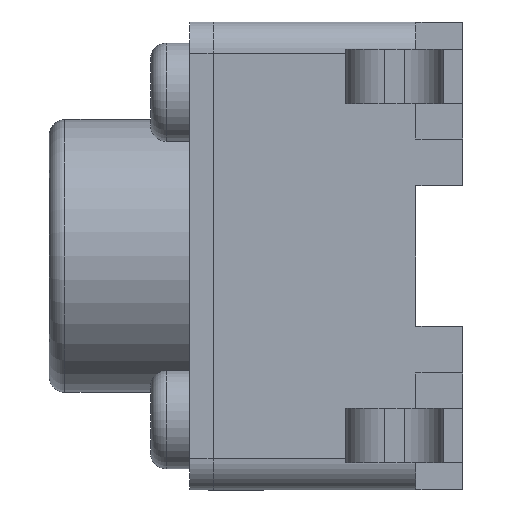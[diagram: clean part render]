
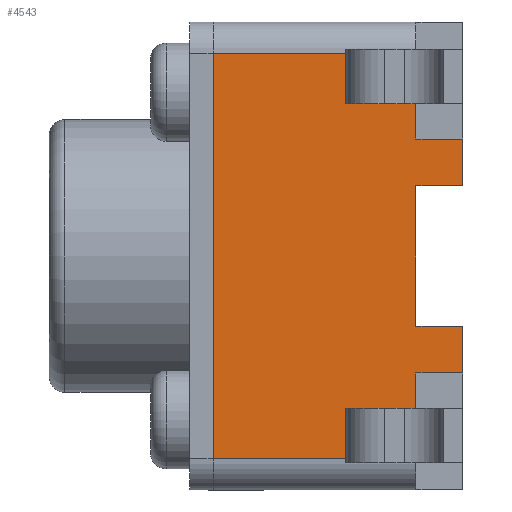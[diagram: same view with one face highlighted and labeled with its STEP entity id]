
A CAD part, left-side view. The second image highlights one B-rep face of the part: STEP entity #4543.
In plain terms, the highlighted planar face has unit normal (-1, 0, 0).
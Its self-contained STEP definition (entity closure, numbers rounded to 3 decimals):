
#130 = CARTESIAN_POINT ( 'NONE',  ( -3., 0.6, 1.5 ) ) ;
#161 = EDGE_CURVE ( 'NONE', #2467, #614, #3569, .T. ) ;
#338 = ORIENTED_EDGE ( 'NONE', *, *, #3693, .F. ) ;
#471 = EDGE_CURVE ( 'NONE', #735, #6198, #5545, .T. ) ;
#511 = ORIENTED_EDGE ( 'NONE', *, *, #3194, .T. ) ;
#515 = CARTESIAN_POINT ( 'NONE',  ( -3., 0.6, -3. ) ) ;
#545 = VECTOR ( 'NONE', #6065, 1000. ) ;
#547 = CARTESIAN_POINT ( 'NONE',  ( -3., 3.2, -2.6 ) ) ;
#595 = CARTESIAN_POINT ( 'NONE',  ( -3., 0., 1.5 ) ) ;
#614 = VERTEX_POINT ( 'NONE', #2610 ) ;
#703 = LINE ( 'NONE', #3727, #3059 ) ;
#729 = EDGE_CURVE ( 'NONE', #4916, #3751, #5957, .T. ) ;
#735 = VERTEX_POINT ( 'NONE', #547 ) ;
#766 = DIRECTION ( 'NONE',  ( 0., 0., 1. ) ) ;
#792 = ORIENTED_EDGE ( 'NONE', *, *, #5494, .T. ) ;
#830 = VECTOR ( 'NONE', #3385, 1000. ) ;
#840 = VECTOR ( 'NONE', #3091, 1000. ) ;
#855 = ORIENTED_EDGE ( 'NONE', *, *, #2629, .F. ) ;
#939 = VECTOR ( 'NONE', #1135, 1000. ) ;
#1019 = DIRECTION ( 'NONE',  ( 0., -1., 0. ) ) ;
#1038 = VERTEX_POINT ( 'NONE', #595 ) ;
#1085 = ORIENTED_EDGE ( 'NONE', *, *, #2202, .T. ) ;
#1113 = VERTEX_POINT ( 'NONE', #2575 ) ;
#1129 = CARTESIAN_POINT ( 'NONE',  ( -3., 0.6, -2.6 ) ) ;
#1135 = DIRECTION ( 'NONE',  ( 0., -1., 0. ) ) ;
#1140 = CARTESIAN_POINT ( 'NONE',  ( -3., 0.6, -2.6 ) ) ;
#1149 = DIRECTION ( 'NONE',  ( 0., -1., 0. ) ) ;
#1165 = ORIENTED_EDGE ( 'NONE', *, *, #1346, .F. ) ;
#1205 = CARTESIAN_POINT ( 'NONE',  ( -3., 0.6, -0.9 ) ) ;
#1323 = VECTOR ( 'NONE', #5233, 1000. ) ;
#1346 = EDGE_CURVE ( 'NONE', #4916, #1113, #6069, .T. ) ;
#1422 = ORIENTED_EDGE ( 'NONE', *, *, #5283, .T. ) ;
#1425 = VECTOR ( 'NONE', #1149, 1000. ) ;
#1462 = EDGE_CURVE ( 'NONE', #3789, #4353, #3732, .T. ) ;
#1488 = VECTOR ( 'NONE', #1019, 1000. ) ;
#1836 = LINE ( 'NONE', #4090, #4419 ) ;
#2202 = EDGE_CURVE ( 'NONE', #3751, #5534, #6289, .T. ) ;
#2222 = LINE ( 'NONE', #4664, #3697 ) ;
#2280 = CARTESIAN_POINT ( 'NONE',  ( -3., 0.6, -1.5 ) ) ;
#2305 = AXIS2_PLACEMENT_3D ( 'NONE', #1205, #5131, #3611 ) ;
#2465 = VECTOR ( 'NONE', #766, 1000. ) ;
#2467 = VERTEX_POINT ( 'NONE', #2280 ) ;
#2575 = CARTESIAN_POINT ( 'NONE',  ( -3., 0., -0.9 ) ) ;
#2610 = CARTESIAN_POINT ( 'NONE',  ( -3., 0., -1.5 ) ) ;
#2629 = EDGE_CURVE ( 'NONE', #735, #3018, #1836, .T. ) ;
#3018 = VERTEX_POINT ( 'NONE', #5880 ) ;
#3052 = LINE ( 'NONE', #3641, #545 ) ;
#3059 = VECTOR ( 'NONE', #5702, 1000. ) ;
#3091 = DIRECTION ( 'NONE',  ( 0., -1., 0. ) ) ;
#3129 = DIRECTION ( 'NONE',  ( 0., 0., 1. ) ) ;
#3163 = PLANE ( 'NONE',  #2305 ) ;
#3194 = EDGE_CURVE ( 'NONE', #5534, #1038, #2222, .T. ) ;
#3196 = CARTESIAN_POINT ( 'NONE',  ( -3., 0., -0.9 ) ) ;
#3260 = CARTESIAN_POINT ( 'NONE',  ( -3., 0.6, -3. ) ) ;
#3385 = DIRECTION ( 'NONE',  ( 0., -1., 0. ) ) ;
#3569 = LINE ( 'NONE', #4514, #939 ) ;
#3611 = DIRECTION ( 'NONE',  ( 0., 0., -1. ) ) ;
#3641 = CARTESIAN_POINT ( 'NONE',  ( -3., 0.6, 2.6 ) ) ;
#3693 = EDGE_CURVE ( 'NONE', #3789, #1038, #4471, .T. ) ;
#3697 = VECTOR ( 'NONE', #3770, 1000. ) ;
#3727 = CARTESIAN_POINT ( 'NONE',  ( -3., 0.6, -3. ) ) ;
#3732 = LINE ( 'NONE', #3260, #1323 ) ;
#3751 = VERTEX_POINT ( 'NONE', #5501 ) ;
#3770 = DIRECTION ( 'NONE',  ( 0., 0., 1. ) ) ;
#3774 = CARTESIAN_POINT ( 'NONE',  ( -3., 0.6, 2.6 ) ) ;
#3789 = VERTEX_POINT ( 'NONE', #4993 ) ;
#3929 = DIRECTION ( 'NONE',  ( 0., 0., 1. ) ) ;
#3940 = ORIENTED_EDGE ( 'NONE', *, *, #1462, .T. ) ;
#4090 = CARTESIAN_POINT ( 'NONE',  ( -3., 3.2, -0.9 ) ) ;
#4183 = ORIENTED_EDGE ( 'NONE', *, *, #729, .T. ) ;
#4353 = VERTEX_POINT ( 'NONE', #3774 ) ;
#4419 = VECTOR ( 'NONE', #3129, 1000. ) ;
#4461 = CARTESIAN_POINT ( 'NONE',  ( -3., 0., 0.9 ) ) ;
#4471 = LINE ( 'NONE', #130, #1488 ) ;
#4514 = CARTESIAN_POINT ( 'NONE',  ( -3., 0.6, -1.5 ) ) ;
#4543 = ADVANCED_FACE ( 'NONE', ( #5624 ), #3163, .F. ) ;
#4576 = EDGE_CURVE ( 'NONE', #6198, #2467, #703, .T. ) ;
#4664 = CARTESIAN_POINT ( 'NONE',  ( -3., 0., 0.9 ) ) ;
#4916 = VERTEX_POINT ( 'NONE', #5910 ) ;
#4993 = CARTESIAN_POINT ( 'NONE',  ( -3., 0.6, 1.5 ) ) ;
#5131 = DIRECTION ( 'NONE',  ( 1., 0., 0. ) ) ;
#5169 = LINE ( 'NONE', #3196, #2465 ) ;
#5173 = CARTESIAN_POINT ( 'NONE',  ( -3., 0.6, -0.9 ) ) ;
#5233 = DIRECTION ( 'NONE',  ( 0., 0., 1. ) ) ;
#5270 = EDGE_LOOP ( 'NONE', ( #855, #5416, #6247, #6169, #792, #1165, #4183, #1085, #511, #338, #3940, #1422 ) ) ;
#5283 = EDGE_CURVE ( 'NONE', #4353, #3018, #3052, .T. ) ;
#5394 = CARTESIAN_POINT ( 'NONE',  ( -3., 0.6, 0.9 ) ) ;
#5416 = ORIENTED_EDGE ( 'NONE', *, *, #471, .T. ) ;
#5494 = EDGE_CURVE ( 'NONE', #614, #1113, #5169, .T. ) ;
#5501 = CARTESIAN_POINT ( 'NONE',  ( -3., 0.6, 0.9 ) ) ;
#5534 = VERTEX_POINT ( 'NONE', #4461 ) ;
#5545 = LINE ( 'NONE', #1129, #840 ) ;
#5624 = FACE_OUTER_BOUND ( 'NONE', #5270, .T. ) ;
#5702 = DIRECTION ( 'NONE',  ( 0., 0., 1. ) ) ;
#5798 = VECTOR ( 'NONE', #3929, 1000. ) ;
#5880 = CARTESIAN_POINT ( 'NONE',  ( -3., 3.2, 2.6 ) ) ;
#5910 = CARTESIAN_POINT ( 'NONE',  ( -3., 0.6, -0.9 ) ) ;
#5957 = LINE ( 'NONE', #515, #5798 ) ;
#6065 = DIRECTION ( 'NONE',  ( 0., 1., 0. ) ) ;
#6069 = LINE ( 'NONE', #5173, #1425 ) ;
#6169 = ORIENTED_EDGE ( 'NONE', *, *, #161, .T. ) ;
#6198 = VERTEX_POINT ( 'NONE', #1140 ) ;
#6247 = ORIENTED_EDGE ( 'NONE', *, *, #4576, .T. ) ;
#6289 = LINE ( 'NONE', #5394, #830 ) ;
